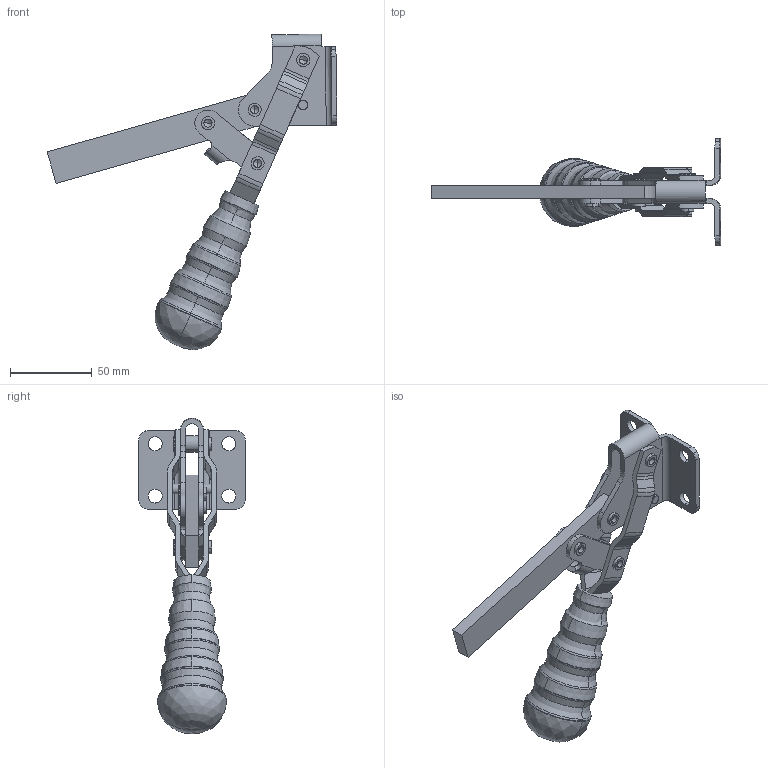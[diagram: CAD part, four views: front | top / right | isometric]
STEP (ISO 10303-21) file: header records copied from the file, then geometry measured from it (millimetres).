
FILE_DESCRIPTION((''),'2;1');
FILE_NAME('214F.0-opened.stp','2005-09-27T20:18:32',('Kysilko'),(''),'Autodesk Inventor 8','Autodesk Inventor 8','');
FILE_SCHEMA(('AUTOMOTIVE_DESIGN { 1 0 10303 214 1 1 1 1 }'));
Length unit declared in the file: millimetre
Products named in the file (1): Part6
Bounding box: 176.94 x 64.96 x 192.73 mm (x, y, z)
Volume: 138288.9 mm3; surface area: 49326.4 mm2
Topology: 1 solids, 5 shells, 1177 faces, 3725 edges, 2281 vertices
Faces by surface type: plane 658, cone 310, cylinder 128, bspline 59, torus 22
Entity records: 43376 total; most frequent: CARTESIAN_POINT 10801, ORIENTED_EDGE 7438, DIRECTION 6797, EDGE_CURVE 3719, AXIS2_PLACEMENT_3D 2531, VERTEX_POINT 2281, VECTOR 1735, LINE 1735
